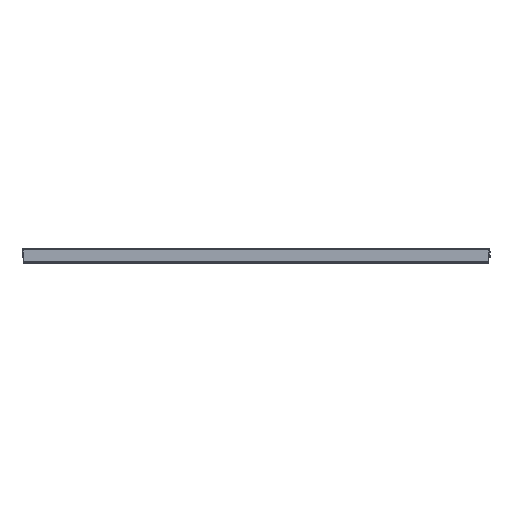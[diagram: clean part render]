
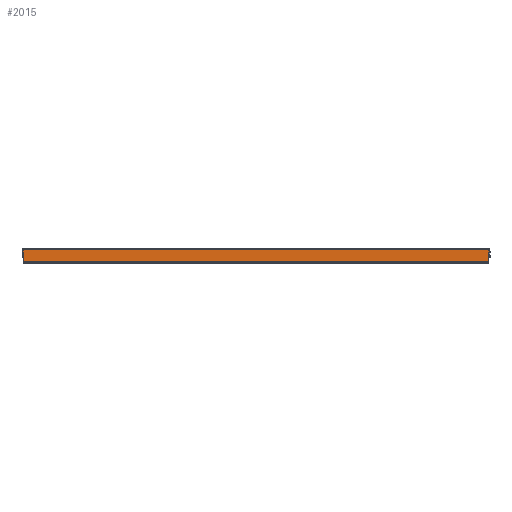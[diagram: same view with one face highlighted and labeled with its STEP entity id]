
A CAD part, top view. The second image highlights one B-rep face of the part: STEP entity #2015.
In plain terms, the highlighted planar face has unit normal (0, 0, 1).
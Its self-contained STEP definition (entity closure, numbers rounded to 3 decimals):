
#1200 = ORIENTED_EDGE ( 'NONE', *, *, #18852, .T. ) ;
#2015 = ADVANCED_FACE ( 'NONE', ( #13404 ), #25483, .T. ) ;
#2025 = VECTOR ( 'NONE', #6480, 1000. ) ;
#2656 = VERTEX_POINT ( 'NONE', #7718 ) ;
#3725 = CARTESIAN_POINT ( 'NONE',  ( 546., -30., 399. ) ) ;
#3862 = VECTOR ( 'NONE', #29080, 1000. ) ;
#4944 = VECTOR ( 'NONE', #27915, 1000. ) ;
#5101 = ORIENTED_EDGE ( 'NONE', *, *, #23929, .F. ) ;
#5376 = EDGE_CURVE ( 'NONE', #26474, #27418, #18128, .T. ) ;
#6170 = CARTESIAN_POINT ( 'NONE',  ( -546., -1.5, 399. ) ) ;
#6480 = DIRECTION ( 'NONE',  ( 0., 1., 0. ) ) ;
#6492 = ORIENTED_EDGE ( 'NONE', *, *, #5376, .F. ) ;
#6516 = ORIENTED_EDGE ( 'NONE', *, *, #21073, .F. ) ;
#7718 = CARTESIAN_POINT ( 'NONE',  ( -546., -30., 399. ) ) ;
#8721 = DIRECTION ( 'NONE',  ( 0., 0., 1. ) ) ;
#10148 = CARTESIAN_POINT ( 'NONE',  ( -546., -30., 399. ) ) ;
#11283 = DIRECTION ( 'NONE',  ( 0., -1., 0. ) ) ;
#13404 = FACE_OUTER_BOUND ( 'NONE', #19357, .T. ) ;
#13972 = CARTESIAN_POINT ( 'NONE',  ( -546., -3., 399. ) ) ;
#14996 = CARTESIAN_POINT ( 'NONE',  ( 546., -3., 399. ) ) ;
#16020 = DIRECTION ( 'NONE',  ( 0., -1., 0. ) ) ;
#17706 = VERTEX_POINT ( 'NONE', #13972 ) ;
#17962 = LINE ( 'NONE', #6170, #2025 ) ;
#18128 = LINE ( 'NONE', #3725, #30479 ) ;
#18852 = EDGE_CURVE ( 'NONE', #26474, #17706, #23285, .T. ) ;
#19334 = LINE ( 'NONE', #10148, #3862 ) ;
#19357 = EDGE_LOOP ( 'NONE', ( #6492, #1200, #6516, #5101 ) ) ;
#21073 = EDGE_CURVE ( 'NONE', #2656, #17706, #17962, .T. ) ;
#21107 = CARTESIAN_POINT ( 'NONE',  ( 0., -3., 399. ) ) ;
#22868 = CARTESIAN_POINT ( 'NONE',  ( 0., 0., 399. ) ) ;
#23285 = LINE ( 'NONE', #21107, #4944 ) ;
#23929 = EDGE_CURVE ( 'NONE', #27418, #2656, #19334, .T. ) ;
#25391 = AXIS2_PLACEMENT_3D ( 'NONE', #22868, #8721, #16020 ) ;
#25483 = PLANE ( 'NONE',  #25391 ) ;
#26474 = VERTEX_POINT ( 'NONE', #14996 ) ;
#27418 = VERTEX_POINT ( 'NONE', #29895 ) ;
#27915 = DIRECTION ( 'NONE',  ( -1., 0., 0. ) ) ;
#29080 = DIRECTION ( 'NONE',  ( -1., 0., 0. ) ) ;
#29895 = CARTESIAN_POINT ( 'NONE',  ( 546., -30., 399. ) ) ;
#30479 = VECTOR ( 'NONE', #11283, 1000. ) ;
